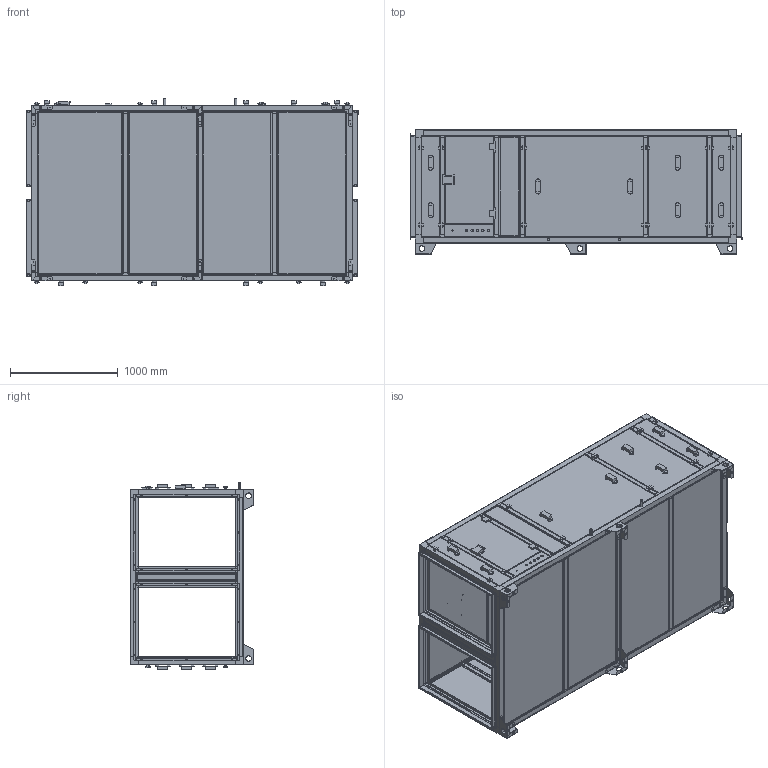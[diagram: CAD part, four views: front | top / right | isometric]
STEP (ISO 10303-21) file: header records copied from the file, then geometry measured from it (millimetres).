
FILE_DESCRIPTION (( 'STEP AP203' ), '1' );
FILE_NAME ('M4540H L.STEP', '2024-09-23T10:23:55', ( '' ), ( '' ), 'SwSTEP 2.0', 'SolidWorks 2023', '' );
FILE_SCHEMA (( 'CONFIG_CONTROL_DESIGN' ));
Length unit declared in the file: millimetre
Products named in the file (142): AynalamaX M4540H 2200_Parça kodlu.STEP.STEP; AynalamaX M4540H-FM-4.STEP3.STEP; AynalamaX M4540H 2005_Parça kodlu.STEP.STEP; AynalamaX M4540H 2003_Parça kodlu.STEP1.STEP; AynalamaX M4540H 2006 D_Düz.STEP.STEP; AynalamaX M4540H 2013 PIC-EN.STEP.STEP; AynalamaX M4540H 2100 I_Düz.STEP.STEP; AynalamaX M4540H 2003 D_Düz.STEP.STEP; AynalamaX M4540H 2012 PIC-EN.STEP.STEP; AynalamaX M4540H 2202_Parça kodlu.STEP.STEP; AynalamaX M4540H 2001 PIC-EN.STEP.STEP; AynalamaX M4540H 2007 D_Düz.STEP.STEP; AynalamaX M4540H 2009 DC-EN_Plastik.STEP.STEP; AynalamaX M4540H 2003 DC-YUK_Plastik.STEP.STEP; AynalamaX M4540H 2012 D_Manometreli.STEP.STEP; AynalamaX M4540H 2013_Parça kodlu.STEP.STEP; AynalamaX M4540H 2006_Parça kodlu.STEP.STEP; AynalamaX M4540H 2008 I_Düz.STEP.STEP; AynalamaX M4540H 2008 TY.STEP.STEP; AynalamaX M4540H 2003 I_Düz.STEP.STEP; AynalamaX M4540H 2005 DC-YUK_Plastik.STEP.STEP; AynalamaX M4540H-FM-4.STEP2.STEP; AynalamaX M4540H 2009 DC-YUK_Plastik.STEP.STEP; AynalamaX M4540H 2201 D_Düz.STEP.STEP; AynalamaX M4540H 2202 I_Düz.STEP.STEP; M4540H L.STEP; AynalamaX M4540H 2008 D_Düz.STEP.STEP; AynalamaX M4540H-M51-Profil Montaj.STEP.STEP; AynalamaX M4540H 2010 I_Düz.STEP.STEP; AynalamaX M4540H-A.Profil-6_Isı köprüsüz.STEP.STEP; AynalamaX M4540H 2003 PIC-YUK.STEP.STEP; AynalamaX M4540H 2008 PIC-EN.STEP.STEP; AynalamaX M4540H-FM-4.STEP1.STEP; AynalamaX M4540H 2010 PIC-EN.STEP.STEP; AynalamaX M4540H-K.Profil-25_Isı köprüsüz.STEP.STEP; AynalamaX M4540H Tava.Borusu.STEP.STEP; AynalamaX M4540H 2006 DC-YUK_Plastik.STEP.STEP; AynalamaX M4540H 2250_Parça kodlu.STEP.STEP; AynalamaX M4540H 2010 PIC-YUK.STEP.STEP; AynalamaX M4540H KU.STEP.STEP ...
Assembly tree (404 placements, depth 6):
  M4540H L
    M4540H L.STEP
      AynalamaM4540H R.STEP.STEP
        AynalamaX M4540H-M51-Profil Montaj.STEP.STEP
          AynalamaX M4540H-K.Profil-26_Isı köprüsüz.STEP.STEP  x4
          AynalamaX M4540H-K.Profil-25_Isı köprüsüz.STEP.STEP  x4
          AynalamaX M4540H-K.Profil-27_Isı köprüsüz.STEP.STEP  x4
          AynalamaX M4540H-A.Profil-6_Isı köprüsüz.STEP.STEP  x13
          AynalamaX M4540H-AB.STEP.STEP  x38
          AynalamaX M4540H-A.Profil-7_Isı köprüsüz.STEP.STEP  x6
          AynalamaX M4540H-KB.STEP.STEP  x8
        AynalamaX M4540H 2001_Parça kodlu.STEP.STEP
          AynalamaX M4540H 2001 D_Düz.STEP.STEP
          AynalamaX M4540H 2001 I_Düz.STEP.STEP
          AynalamaX M4540H 2001 DC-EN_Plastik.STEP.STEP  x2
          AynalamaX M4540H 2001 DC-YUK_Plastik.STEP.STEP  x2
          AynalamaX M4540H 2001 PIC-EN.STEP.STEP  x2
          AynalamaX M4540H 2001 PIC-YUK.STEP.STEP  x2
          AynalamaX M4540H 2001 TY.STEP.STEP
          AynalamaX M4540H CBKP.STEP.STEP  x4
        AynalamaX M4540H 2003_Parça kodlu.STEP.STEP
          AynalamaX M4540H 2003 D_Düz.STEP.STEP
          AynalamaX M4540H 2003 I_Düz.STEP.STEP
          AynalamaX M4540H 2003 DC-EN_Plastik.STEP.STEP  x2
          AynalamaX M4540H 2003 DC-YUK_Plastik.STEP.STEP  x2
          AynalamaX M4540H 2003 PIC-EN.STEP.STEP  x2
          AynalamaX M4540H 2003 PIC-YUK.STEP.STEP  x2
          AynalamaX M4540H 2003 TY.STEP.STEP
          AynalamaX M4540H CBKP.STEP.STEP  x4
        AynalamaX M4540H 2003_Parça kodlu.STEP1.STEP
          AynalamaX M4540H 2003 D_Düz.STEP.STEP
          AynalamaX M4540H 2003 I_Düz.STEP.STEP
          AynalamaX M4540H 2003 DC-EN_Plastik.STEP.STEP  x2
          AynalamaX M4540H 2003 DC-YUK_Plastik.STEP.STEP  x2
          AynalamaX M4540H 2003 PIC-EN.STEP.STEP  x2
          AynalamaX M4540H 2003 PIC-YUK.STEP.STEP  x2
          AynalamaX M4540H 2003 TY.STEP.STEP
          AynalamaX M4540H CBKP.STEP.STEP  x4
        AynalamaX M4540H 2100.STEP.STEP
          AynalamaX M4540H 2100 D_Düz.STEP.STEP
          AynalamaX M4540H 2100 I_Düz.STEP.STEP
          AynalamaX M4540H ME.STEP.STEP  x2
          AynalamaX M4540H Kİ.STEP.STEP
          AynalamaX M4540H 2100 TY.STEP.STEP
          AynalamaX M4540H 2100 BC.STEP.STEP
        AynalamaX M4540H 2200_Parça kodlu.STEP.STEP
          AynalamaX M4540H 2200 D_Düz.STEP.STEP
          AynalamaX M4540H 2200 I_Düz.STEP.STEP
          AynalamaX M4540H KU.STEP.STEP  x2
          AynalamaX M4540H MA.STEP.STEP  x4
          AynalamaX M4540H 2200 TY.STEP.STEP
          AynalamaX M4540H 2200 BC.STEP.STEP
        AynalamaX M4540H 2200_Parça kodlu.STEP1.STEP
          AynalamaX M4540H 2200 D_Düz.STEP.STEP
          AynalamaX M4540H 2200 I_Düz.STEP.STEP
          AynalamaX M4540H KU.STEP.STEP  x2
          AynalamaX M4540H MA.STEP.STEP  x4
          AynalamaX M4540H 2200 TY.STEP.STEP
          AynalamaX M4540H 2200 BC.STEP.STEP
        AynalamaX M4540H 2201_Parça kodlu.STEP.STEP
Bounding box: 3080 x 1150 x 1736.77 mm (x, y, z)
Volume: 583826896.9 mm3; surface area: 117408734.7 mm2
Topology: 402 solids, 402 shells, 8902 faces, 20720 edges, 12650 vertices
Faces by surface type: plane 6026, cylinder 2608, bspline 268
Entity records: 148139 total; most frequent: CARTESIAN_POINT 28442, DIRECTION 20881, ORIENTED_EDGE 19114, EDGE_CURVE 9557, AXIS2_PLACEMENT_3D 7195, VECTOR 6491, LINE 6491, VERTEX_POINT 5636
